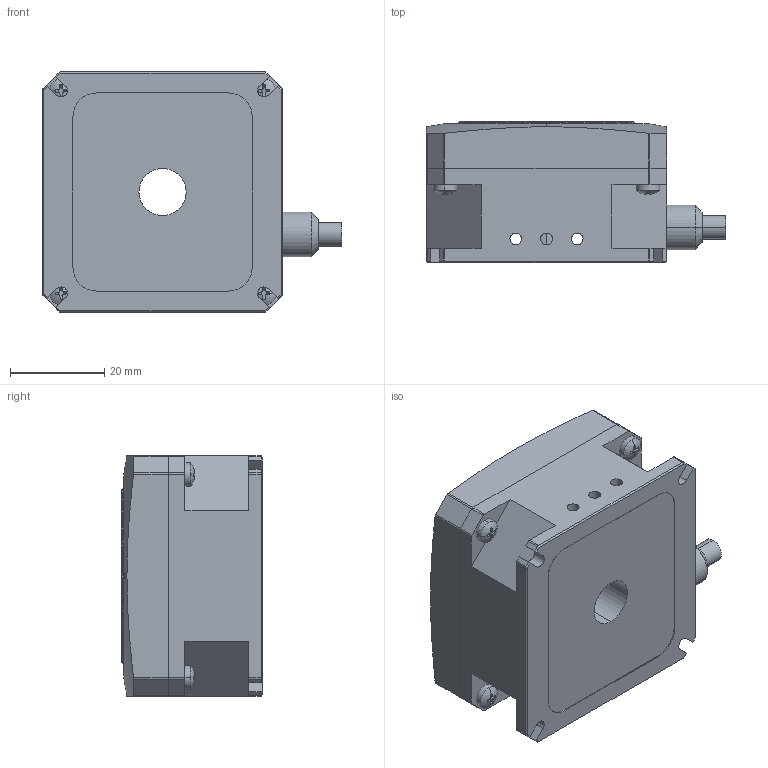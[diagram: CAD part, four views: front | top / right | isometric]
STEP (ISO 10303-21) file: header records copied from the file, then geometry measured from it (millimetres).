
FILE_DESCRIPTION (( 'STEP AP214' ), '1' );
FILE_NAME ('N61-R5E-B1旋转压电马达(发客户3D）.STEP', '2021-11-18T02:26:04', ( 'Sky123.Org' ), ( 'Sky123.Org' ), 'SwSTEP 2.0', 'SolidWorks 2016', '' );
FILE_SCHEMA (( 'AUTOMOTIVE_DESIGN' ));
Length unit declared in the file: millimetre
Products named in the file (1): N61-R5E-B1旋转压电马达(发客户3D）
Bounding box: 63.5 x 30 x 51 mm (x, y, z)
Surface area: 17202.4 mm2 (no closed solid volume)
Topology: 0 solids, 10 shells, 965 faces, 3512 edges, 2401 vertices
Faces by surface type: plane 705, bspline 125, cylinder 106, cone 21, sphere 8
Entity records: 67115 total; most frequent: CARTESIAN_POINT 28587, ORIENTED_EDGE 5830, DIRECTION 5060, EDGE_CURVE 3512, VERTEX_POINT 2401, LINE 2130, VECTOR 2130, AXIS2_PLACEMENT_3D 1465
